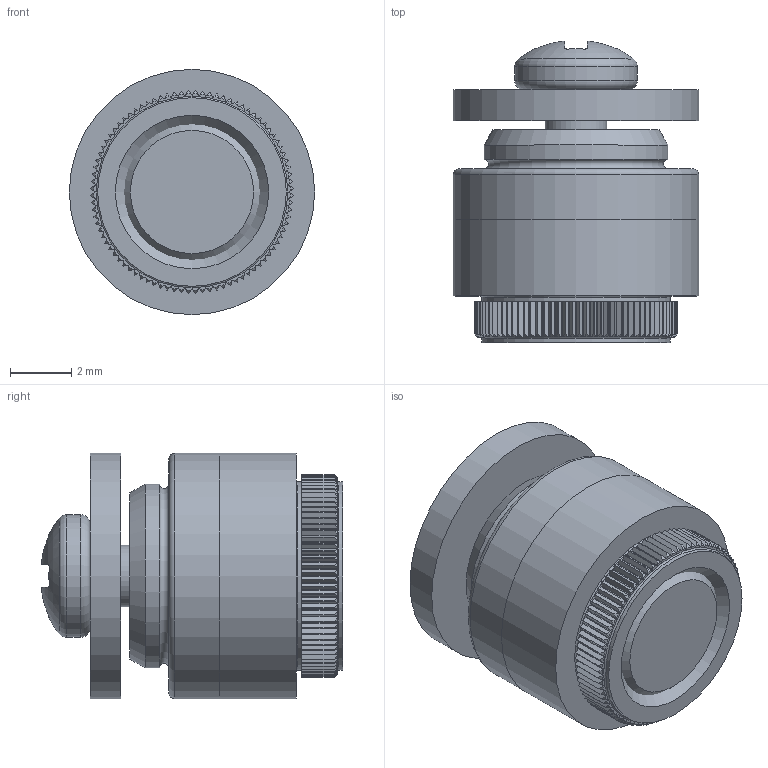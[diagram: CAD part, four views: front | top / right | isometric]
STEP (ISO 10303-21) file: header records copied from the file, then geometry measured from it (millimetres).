
FILE_DESCRIPTION(/* description */ ('STEP AP203'),/* implementation_level */ '2;1');
FILE_NAME(/* name */ 'JSO-0415-01',/* time_stamp */ '2023-11-22T03:55:34+01:00',/* author */ ('License CC BY-ND 4.0'),/* organization */ ('CADENAS'),/* preprocessor_version */ 'ST-DEVELOPER v19.3',/* originating_system */ 'PARTsolutions',/* authorisation */ ' ');
FILE_SCHEMA (('CONFIG_CONTROL_DESIGN'));
Length unit declared in the file: millimetre
Products named in the file (4): JSO-0415-01; JSO-B-02.50-01-0415_sob; JSO-T-01.65-01-0415_jack_screw; JSO-MS-07-02_screw
Assembly tree (3 placements, depth 2):
  JSO-0415-01
    JSO-B-02.50-01-0415_sob
    JSO-T-01.65-01-0415_jack_screw
    JSO-MS-07-02_screw
Bounding box: 8 x 9.83 x 8 mm (x, y, z)
Volume: 352.6 mm3; surface area: 703.6 mm2
Topology: 3 solids, 3 shells, 511 faces, 1475 edges, 979 vertices
Faces by surface type: plane 209, cylinder 199, cone 95, torus 8
Full cylindrical faces by diameter (mm): 2 x1, 2.21 x1, 4 x1, 4.134 x1, 5 x1, 6 x1, 6.15 x2, 8 x3
Entity records: 17057 total; most frequent: CARTESIAN_POINT 3562, ORIENTED_EDGE 2892, DIRECTION 2758, EDGE_CURVE 1446, AXIS2_PLACEMENT_3D 1003, VERTEX_POINT 977, LINE 752, VECTOR 752
